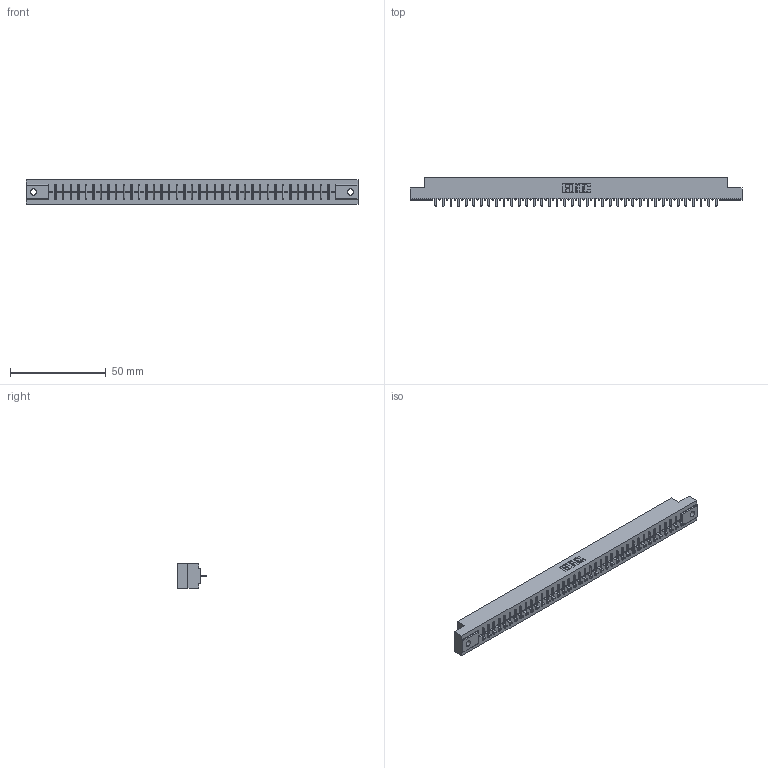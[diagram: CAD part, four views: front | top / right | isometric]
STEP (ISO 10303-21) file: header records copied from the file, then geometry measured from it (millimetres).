
FILE_DESCRIPTION (( 'STEP AP203' ), '1' );
FILE_NAME ('316-038-421-102.STEP', '2020-09-23T05:57:33', ( '' ), ( '' ), 'SwSTEP 2.0', 'SolidWorks 2020', '' );
FILE_SCHEMA (( 'CONFIG_CONTROL_DESIGN' ));
Length unit declared in the file: inch
Products named in the file (3): 316-038-421-102; 306-290-001_121; 306 Part_.128 Dia
Assembly tree (39 placements, depth 2):
  316-038-421-102
    306 Part_.128 Dia
    306-290-001_121  x38
Bounding box: 173.58 x 14.88 x 12.7 mm (x, y, z)
Volume: 19081.6 mm3; surface area: 18976.9 mm2
Topology: 39 solids, 39 shells, 2776 faces, 7802 edges, 4996 vertices
Faces by surface type: plane 1854, cylinder 770, sphere 152
Entity records: 35913 total; most frequent: CARTESIAN_POINT 6029, ORIENTED_EDGE 5976, DIRECTION 5946, EDGE_CURVE 2988, LINE 2336, VECTOR 2336, VERTEX_POINT 1888, AXIS2_PLACEMENT_3D 1805
